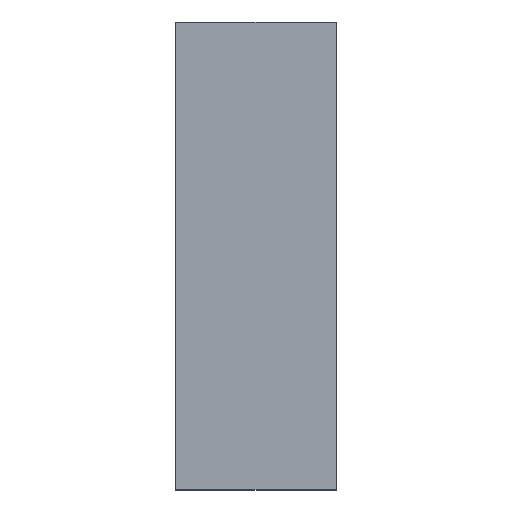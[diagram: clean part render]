
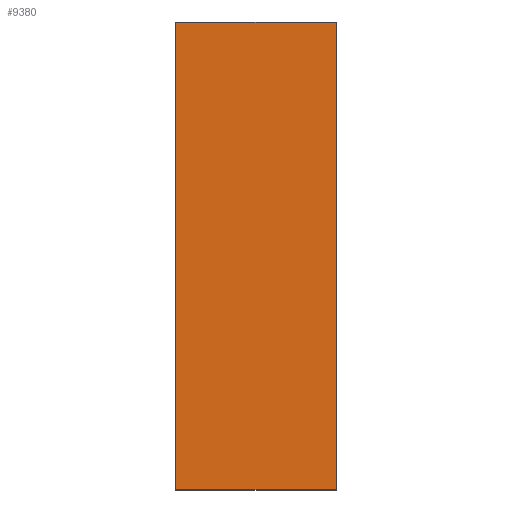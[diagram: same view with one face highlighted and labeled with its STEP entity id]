
A CAD part, top view. The second image highlights one B-rep face of the part: STEP entity #9380.
In plain terms, the highlighted face is planar.
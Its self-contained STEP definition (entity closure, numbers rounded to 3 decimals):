
#4180=CARTESIAN_POINT('',(-114.882,-1.189,
56.55));
#4190=VERTEX_POINT('',#4180);
#5580=CARTESIAN_POINT('',(-104.382,-1.189,
56.55));
#5590=VERTEX_POINT('',#5580);
#5620=CARTESIAN_POINT('',(0.,-1.189,56.55));
#5630=DIRECTION('',(-1.,0.,0.));
#5640=VECTOR('',#5630,1.);
#5650=LINE('',#5620,#5640);
#5660=EDGE_CURVE('',#5590,#4190,#5650,.T.);
#6970=CARTESIAN_POINT('',(-104.382,-1.189,
60.15));
#6980=VERTEX_POINT('',#6970);
#7010=CARTESIAN_POINT('',(-104.382,-1.189,0.));
#7020=DIRECTION('',(0.,0.,-1.));
#7030=VECTOR('',#7020,1.);
#7040=LINE('',#7010,#7030);
#7050=EDGE_CURVE('',#6980,#5590,#7040,.T.);
#9020=CARTESIAN_POINT('',(-114.882,-1.189,
60.15));
#9030=VERTEX_POINT('',#9020);
#9060=CARTESIAN_POINT('',(0.,-1.189,60.15));
#9070=DIRECTION('',(1.,0.,0.));
#9080=VECTOR('',#9070,1.);
#9090=LINE('',#9060,#9080);
#9100=EDGE_CURVE('',#9030,#6980,#9090,.T.);
#9220=CARTESIAN_POINT('',(-58.282,-1.189,
57.45));
#9230=DIRECTION('',(0.,-1.,0.));
#9240=DIRECTION('',(1.,0.,0.));
#9250=AXIS2_PLACEMENT_3D('',#9220,#9230,#9240);
#9260=PLANE('',#9250);
#9270=ORIENTED_EDGE('',*,*,#7050,.T.);
#9280=ORIENTED_EDGE('',*,*,#9100,.T.);
#9290=CARTESIAN_POINT('',(-114.882,-1.189,0.));
#9300=DIRECTION('',(0.,0.,1.));
#9310=VECTOR('',#9300,1.);
#9320=LINE('',#9290,#9310);
#9330=EDGE_CURVE('',#4190,#9030,#9320,.T.);
#9340=ORIENTED_EDGE('',*,*,#9330,.T.);
#9350=ORIENTED_EDGE('',*,*,#5660,.T.);
#9360=EDGE_LOOP('',(#9350,#9340,#9280,#9270));
#9370=FACE_OUTER_BOUND('',#9360,.T.);
#9380=ADVANCED_FACE('',(#9370),#9260,.F.);
